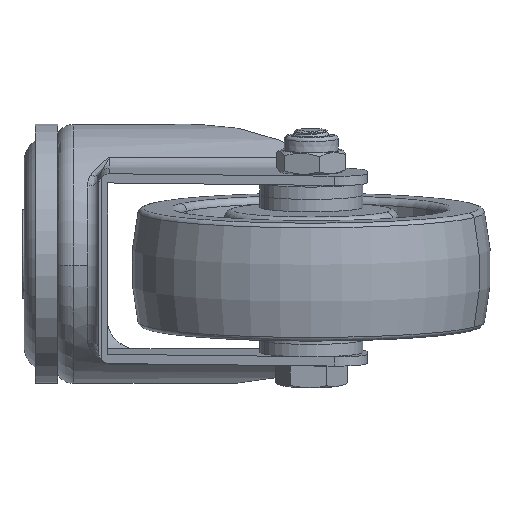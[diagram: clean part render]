
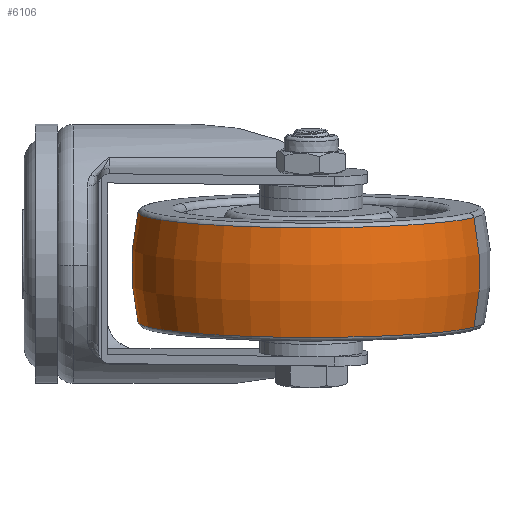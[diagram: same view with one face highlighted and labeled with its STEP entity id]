
A CAD part, left-side view. The second image highlights one B-rep face of the part: STEP entity #6106.
In plain terms, the highlighted toroidal (fillet/blend) face has major radius 18.771 mm and minor radius 67.256 mm.
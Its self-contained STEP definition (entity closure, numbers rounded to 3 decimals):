
#136 = CIRCLE ( 'NONE', #5760, 46.82 ) ;
#482 = CARTESIAN_POINT ( 'NONE',  ( 15.283, 0., 46.82 ) ) ;
#564 = EDGE_CURVE ( 'NONE', #1697, #7381, #4320, .T. ) ;
#814 = ORIENTED_EDGE ( 'NONE', *, *, #986, .T. ) ;
#867 = CARTESIAN_POINT ( 'NONE',  ( 0.405, 0., -18.771 ) ) ;
#972 = CARTESIAN_POINT ( 'NONE',  ( -14.472, 0., 0. ) ) ;
#986 = EDGE_CURVE ( 'NONE', #7381, #1908, #3041, .T. ) ;
#1418 = TOROIDAL_SURFACE ( 'NONE', #8490, -18.771, 67.256 ) ;
#1525 = DIRECTION ( 'NONE',  ( 0., 0., 1. ) ) ;
#1697 = VERTEX_POINT ( 'NONE', #6981 ) ;
#1698 = DIRECTION ( 'NONE',  ( 0., -1., 0. ) ) ;
#1908 = VERTEX_POINT ( 'NONE', #3268 ) ;
#2795 = DIRECTION ( 'NONE',  ( 0., 0., -1. ) ) ;
#2806 = DIRECTION ( 'NONE',  ( 0., 0., 1. ) ) ;
#3041 = CIRCLE ( 'NONE', #9951, 67.256 ) ;
#3268 = CARTESIAN_POINT ( 'NONE',  ( -14.472, 0., 46.82 ) ) ;
#3356 = EDGE_LOOP ( 'NONE', ( #5983, #814, #8776, #5784 ) ) ;
#4079 = DIRECTION ( 'NONE',  ( 0., 0., 1. ) ) ;
#4320 = CIRCLE ( 'NONE', #4648, 46.82 ) ;
#4648 = AXIS2_PLACEMENT_3D ( 'NONE', #8803, #6331, #1525 ) ;
#4687 = AXIS2_PLACEMENT_3D ( 'NONE', #6730, #9865, #2806 ) ;
#4871 = EDGE_CURVE ( 'NONE', #1697, #7518, #8637, .T. ) ;
#5558 = CARTESIAN_POINT ( 'NONE',  ( -14.472, 0., -46.82 ) ) ;
#5587 = DIRECTION ( 'NONE',  ( 0., 0., -1. ) ) ;
#5760 = AXIS2_PLACEMENT_3D ( 'NONE', #972, #6554, #4079 ) ;
#5784 = ORIENTED_EDGE ( 'NONE', *, *, #4871, .F. ) ;
#5983 = ORIENTED_EDGE ( 'NONE', *, *, #564, .T. ) ;
#6106 = ADVANCED_FACE ( 'NONE', ( #8162 ), #1418, .T. ) ;
#6331 = DIRECTION ( 'NONE',  ( -1., 0., 0. ) ) ;
#6554 = DIRECTION ( 'NONE',  ( -1., 0., 0. ) ) ;
#6730 = CARTESIAN_POINT ( 'NONE',  ( 0.405, 0., 18.771 ) ) ;
#6981 = CARTESIAN_POINT ( 'NONE',  ( 15.283, 0., -46.82 ) ) ;
#7381 = VERTEX_POINT ( 'NONE', #482 ) ;
#7441 = DIRECTION ( 'NONE',  ( -1., 0., 0. ) ) ;
#7518 = VERTEX_POINT ( 'NONE', #5558 ) ;
#7538 = CARTESIAN_POINT ( 'NONE',  ( 0.405, 0., 0. ) ) ;
#8162 = FACE_OUTER_BOUND ( 'NONE', #3356, .T. ) ;
#8490 = AXIS2_PLACEMENT_3D ( 'NONE', #7538, #7441, #2795 ) ;
#8637 = CIRCLE ( 'NONE', #4687, 67.256 ) ;
#8776 = ORIENTED_EDGE ( 'NONE', *, *, #10107, .F. ) ;
#8803 = CARTESIAN_POINT ( 'NONE',  ( 15.283, 0., 0. ) ) ;
#9865 = DIRECTION ( 'NONE',  ( 0., 1., 0. ) ) ;
#9951 = AXIS2_PLACEMENT_3D ( 'NONE', #867, #1698, #5587 ) ;
#10107 = EDGE_CURVE ( 'NONE', #7518, #1908, #136, .T. ) ;
